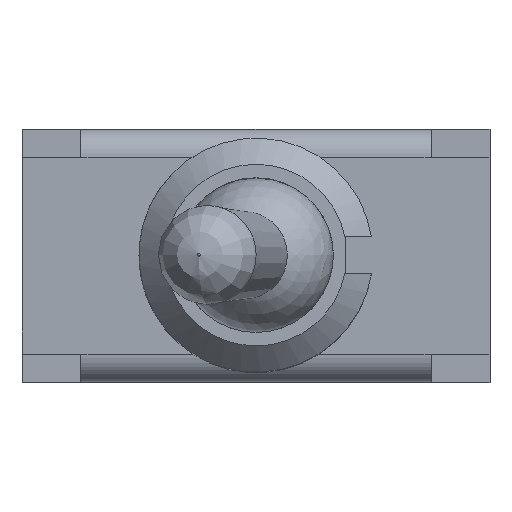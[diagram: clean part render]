
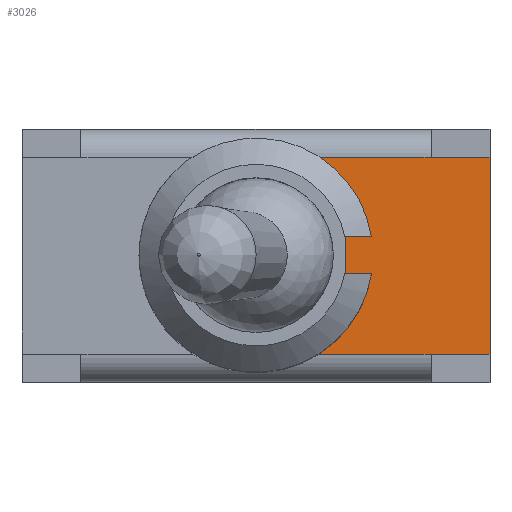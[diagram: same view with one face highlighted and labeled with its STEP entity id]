
A CAD part, top view. The second image highlights one B-rep face of the part: STEP entity #3026.
In plain terms, the highlighted planar face has unit normal (0, 0, 1).
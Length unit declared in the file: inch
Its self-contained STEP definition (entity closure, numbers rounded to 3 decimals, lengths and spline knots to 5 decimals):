
#2637=CARTESIAN_POINT('',(0.06764,-0.10512,0.35));
#2638=VERTEX_POINT('',#2637);
#2662=CARTESIAN_POINT('',(0.06764,0.10512,0.35));
#2663=VERTEX_POINT('',#2662);
#2822=CARTESIAN_POINT('',(0.09542,-0.02008,0.35));
#2823=VERTEX_POINT('',#2822);
#2830=CARTESIAN_POINT('',(0.09542,0.02008,0.35));
#2831=VERTEX_POINT('',#2830);
#2832=CARTESIAN_POINT('',(0.09542,0.02008,0.35));
#2833=DIRECTION('',(0.0,-1.0,0.0));
#2834=VECTOR('',#2833,0.04016);
#2835=LINE('',#2832,#2834);
#2836=EDGE_CURVE('',#2831,#2823,#2835,.T.);
#2854=CARTESIAN_POINT('',(0.12338,0.02008,0.35));
#2855=VERTEX_POINT('',#2854);
#2856=CARTESIAN_POINT('',(0.12338,0.02008,0.35));
#2857=DIRECTION('',(-1.0,0.0,0.0));
#2858=VECTOR('',#2857,0.02795);
#2859=LINE('',#2856,#2858);
#2860=EDGE_CURVE('',#2855,#2831,#2859,.T.);
#2877=CARTESIAN_POINT('',(0.12338,-0.02008,0.35));
#2878=VERTEX_POINT('',#2877);
#2885=CARTESIAN_POINT('',(0.09542,-0.02008,0.35));
#2886=DIRECTION('',(1.0,0.0,0.0));
#2887=VECTOR('',#2886,0.02795);
#2888=LINE('',#2885,#2887);
#2889=EDGE_CURVE('',#2823,#2878,#2888,.T.);
#2902=CARTESIAN_POINT('',(0.0,0.0,0.35));
#2903=DIRECTION('',(0.0,0.0,-1.0));
#2904=DIRECTION('',(0.987,0.161,0.0));
#2905=AXIS2_PLACEMENT_3D('',#2902,#2903,#2904);
#2906=CIRCLE('',#2905,0.125);
#2907=EDGE_CURVE('',#2663,#2855,#2906,.T.);
#2918=CARTESIAN_POINT('',(0.0,0.0,0.35));
#2919=DIRECTION('',(0.0,0.0,-1.0));
#2920=DIRECTION('',(0.987,0.161,0.0));
#2921=AXIS2_PLACEMENT_3D('',#2918,#2919,#2920);
#2922=CIRCLE('',#2921,0.125);
#2923=EDGE_CURVE('',#2878,#2638,#2922,.T.);
#2976=CARTESIAN_POINT('',(0.25912,0.11563,0.35));
#2977=DIRECTION('',(0.0,0.0,1.0));
#2978=DIRECTION('',(1.0,0.0,0.0));
#2979=AXIS2_PLACEMENT_3D('',#2976,#2977,#2978);
#2980=PLANE('',#2979);
#2981=ORIENTED_EDGE('',*,*,#2907,.T.);
#2982=ORIENTED_EDGE('',*,*,#2860,.T.);
#2983=ORIENTED_EDGE('',*,*,#2836,.T.);
#2984=ORIENTED_EDGE('',*,*,#2889,.T.);
#2985=ORIENTED_EDGE('',*,*,#2923,.T.);
#2986=CARTESIAN_POINT('',(0.18701,-0.10512,0.35));
#2987=VERTEX_POINT('',#2986);
#2988=CARTESIAN_POINT('',(0.18701,-0.10512,0.35));
#2989=DIRECTION('',(-1.0,0.0,0.0));
#2990=VECTOR('',#2989,0.11937);
#2991=LINE('',#2988,#2990);
#2992=EDGE_CURVE('',#2987,#2638,#2991,.T.);
#2993=ORIENTED_EDGE('',*,*,#2992,.F.);
#2994=CARTESIAN_POINT('',(0.25,-0.10512,0.35));
#2995=VERTEX_POINT('',#2994);
#2996=CARTESIAN_POINT('',(0.18701,-0.10512,0.35));
#2997=DIRECTION('',(1.0,0.0,0.0));
#2998=VECTOR('',#2997,0.06299);
#2999=LINE('',#2996,#2998);
#3000=EDGE_CURVE('',#2987,#2995,#2999,.T.);
#3001=ORIENTED_EDGE('',*,*,#3000,.T.);
#3002=CARTESIAN_POINT('',(0.25,0.10512,0.35));
#3003=VERTEX_POINT('',#3002);
#3004=CARTESIAN_POINT('',(0.25,-0.10512,0.35));
#3005=DIRECTION('',(0.0,1.0,0.0));
#3006=VECTOR('',#3005,0.21024);
#3007=LINE('',#3004,#3006);
#3008=EDGE_CURVE('',#2995,#3003,#3007,.T.);
#3009=ORIENTED_EDGE('',*,*,#3008,.T.);
#3010=CARTESIAN_POINT('',(0.18701,0.10512,0.35));
#3011=VERTEX_POINT('',#3010);
#3012=CARTESIAN_POINT('',(0.18701,0.10512,0.35));
#3013=DIRECTION('',(1.0,0.0,0.0));
#3014=VECTOR('',#3013,0.06299);
#3015=LINE('',#3012,#3014);
#3016=EDGE_CURVE('',#3011,#3003,#3015,.T.);
#3017=ORIENTED_EDGE('',*,*,#3016,.F.);
#3018=CARTESIAN_POINT('',(0.18701,0.10512,0.35));
#3019=DIRECTION('',(-1.0,0.0,0.0));
#3020=VECTOR('',#3019,0.11937);
#3021=LINE('',#3018,#3020);
#3022=EDGE_CURVE('',#3011,#2663,#3021,.T.);
#3023=ORIENTED_EDGE('',*,*,#3022,.T.);
#3024=EDGE_LOOP('',(#2981,#2982,#2983,#2984,#2985,#2993,#3001,#3009,#3017,#3023));
#3025=FACE_OUTER_BOUND('',#3024,.T.);
#3026=ADVANCED_FACE('',(#3025),#2980,.T.);
